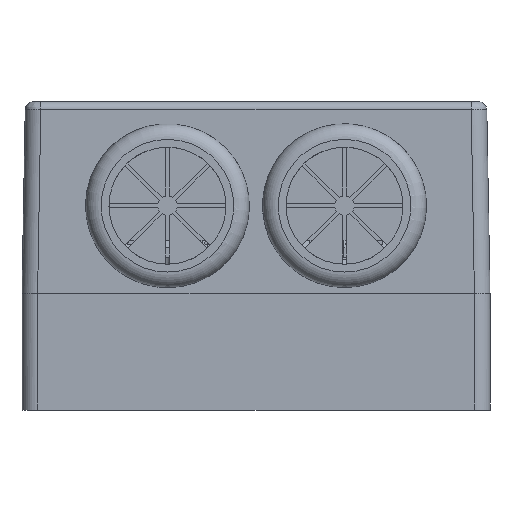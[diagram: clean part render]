
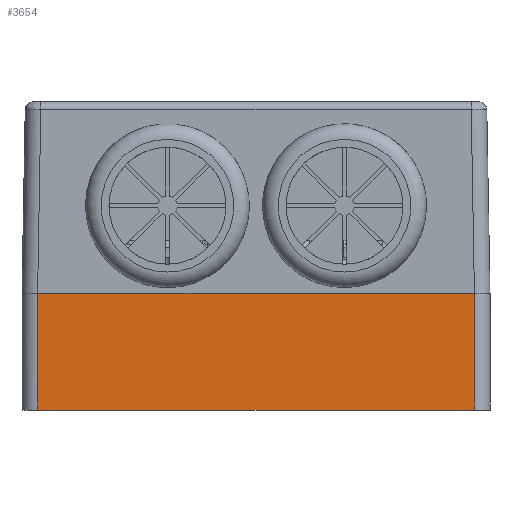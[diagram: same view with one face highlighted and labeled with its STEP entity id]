
A CAD part, front view. The second image highlights one B-rep face of the part: STEP entity #3654.
In plain terms, the highlighted planar face has unit normal (0, -1, 0).
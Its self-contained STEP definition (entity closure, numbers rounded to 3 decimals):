
#2371=FACE_OUTER_BOUND('',#6796,.T.);
#3654=ADVANCED_FACE('',(#2371),#4759,.T.);
#4759=PLANE('',#28032);
#5566=B_SPLINE_CURVE_WITH_KNOTS('',3,(#41394,#41395,#41396,#41397),
 .UNSPECIFIED.,.F.,.F.,(4,4),(0.,1.),.UNSPECIFIED.);
#5567=B_SPLINE_CURVE_WITH_KNOTS('',3,(#41402,#41403,#41404,#41405),
 .UNSPECIFIED.,.F.,.F.,(4,4),(0.,1.),.UNSPECIFIED.);
#6796=EDGE_LOOP('',(#12948,#12949,#12950,#12951,#12952,#12953));
#12948=ORIENTED_EDGE('',*,*,#19856,.T.);
#12949=ORIENTED_EDGE('',*,*,#19855,.T.);
#12950=ORIENTED_EDGE('',*,*,#19854,.T.);
#12951=ORIENTED_EDGE('',*,*,#19878,.T.);
#12952=ORIENTED_EDGE('',*,*,#19733,.T.);
#12953=ORIENTED_EDGE('',*,*,#19879,.T.);
#16408=VERTEX_POINT('',#41165);
#16409=VERTEX_POINT('',#41167);
#16479=VERTEX_POINT('',#41398);
#16480=VERTEX_POINT('',#41399);
#16481=VERTEX_POINT('',#41401);
#16482=VERTEX_POINT('',#41406);
#19733=EDGE_CURVE('',#16409,#16408,#22933,.T.);
#19854=EDGE_CURVE('',#16479,#16480,#5566,.T.);
#19855=EDGE_CURVE('',#16481,#16479,#23046,.T.);
#19856=EDGE_CURVE('',#16482,#16481,#5567,.T.);
#19878=EDGE_CURVE('',#16480,#16409,#23062,.T.);
#19879=EDGE_CURVE('',#16408,#16482,#23063,.T.);
#22933=LINE('',#41166,#25996);
#23046=LINE('',#41400,#26109);
#23062=LINE('',#41448,#26125);
#23063=LINE('',#41449,#26126);
#25996=VECTOR('',#33644,1.);
#26109=VECTOR('',#33847,1.);
#26125=VECTOR('',#33883,1.);
#26126=VECTOR('',#33884,1.);
#28032=AXIS2_PLACEMENT_3D('',#41450,#33885,#33886);
#33644=DIRECTION('',(1.,0.,0.));
#33847=DIRECTION('',(-1.,0.,0.));
#33883=DIRECTION('',(0.,0.,-1.));
#33884=DIRECTION('',(0.,0.,1.));
#33885=DIRECTION('',(0.,-1.,0.));
#33886=DIRECTION('',(0.,0.,1.));
#41165=CARTESIAN_POINT('',(-158.102,-111.018,-4.2));
#41166=CARTESIAN_POINT('',(-250.,-111.018,-4.2));
#41167=CARTESIAN_POINT('',(-214.102,-111.018,-4.2));
#41394=CARTESIAN_POINT('',(-209.202,-111.018,10.8));
#41395=CARTESIAN_POINT('',(-210.836,-111.018,10.8));
#41396=CARTESIAN_POINT('',(-212.469,-111.018,10.8));
#41397=CARTESIAN_POINT('',(-214.102,-111.018,10.8));
#41398=CARTESIAN_POINT('',(-209.202,-111.018,10.799));
#41399=CARTESIAN_POINT('',(-214.103,-111.018,10.8));
#41400=CARTESIAN_POINT('',(-217.5,-111.018,10.797));
#41401=CARTESIAN_POINT('',(-164.002,-111.018,10.799));
#41402=CARTESIAN_POINT('',(-158.102,-111.018,10.8));
#41403=CARTESIAN_POINT('',(-160.069,-111.018,10.8));
#41404=CARTESIAN_POINT('',(-162.036,-111.018,10.8));
#41405=CARTESIAN_POINT('',(-164.002,-111.018,10.8));
#41406=CARTESIAN_POINT('',(-158.102,-111.018,10.8));
#41448=CARTESIAN_POINT('',(-214.102,-111.018,-4.2));
#41449=CARTESIAN_POINT('',(-158.102,-111.018,4.5));
#41450=CARTESIAN_POINT('',(-217.5,-111.018,4.5));
